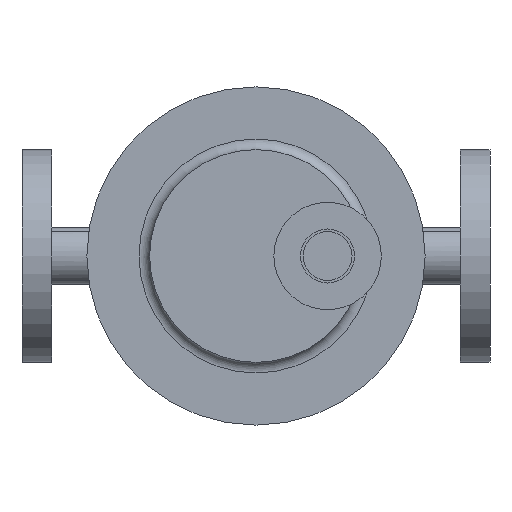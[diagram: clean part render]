
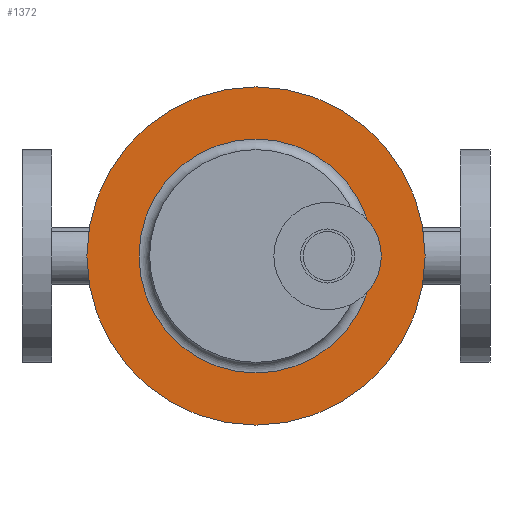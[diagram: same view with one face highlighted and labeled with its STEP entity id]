
A CAD part, left-side view. The second image highlights one B-rep face of the part: STEP entity #1372.
In plain terms, the highlighted planar face has unit normal (-1, 0, 0).
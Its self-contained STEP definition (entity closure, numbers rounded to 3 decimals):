
#101=FACE_BOUND('',#360,.T.);
#119=PLANE('',#1575);
#202=FACE_OUTER_BOUND('',#359,.T.);
#359=EDGE_LOOP('',(#1210));
#360=EDGE_LOOP('',(#1211));
#587=CIRCLE('',#1576,79.5);
#588=CIRCLE('',#1577,55.);
#705=VERTEX_POINT('',#2513);
#706=VERTEX_POINT('',#2515);
#875=EDGE_CURVE('',#705,#705,#587,.T.);
#876=EDGE_CURVE('',#706,#706,#588,.T.);
#1210=ORIENTED_EDGE('',*,*,#875,.T.);
#1211=ORIENTED_EDGE('',*,*,#876,.F.);
#1372=ADVANCED_FACE('',(#202,#101),#119,.T.);
#1575=AXIS2_PLACEMENT_3D('',#2512,#1986,#1987);
#1576=AXIS2_PLACEMENT_3D('',#2514,#1988,#1989);
#1577=AXIS2_PLACEMENT_3D('',#2516,#1990,#1991);
#1986=DIRECTION('center_axis',(-1.,0.,0.));
#1987=DIRECTION('ref_axis',(0.,0.,1.));
#1988=DIRECTION('center_axis',(-1.,0.,0.));
#1989=DIRECTION('ref_axis',(0.,0.,1.));
#1990=DIRECTION('center_axis',(-1.,0.,0.));
#1991=DIRECTION('ref_axis',(0.,0.,1.));
#2512=CARTESIAN_POINT('Origin',(-1021.,55.,0.));
#2513=CARTESIAN_POINT('',(-1021.,-79.5,0.));
#2514=CARTESIAN_POINT('Origin',(-1021.,0.,0.));
#2515=CARTESIAN_POINT('',(-1021.,0.,-55.));
#2516=CARTESIAN_POINT('Origin',(-1021.,0.,0.));
